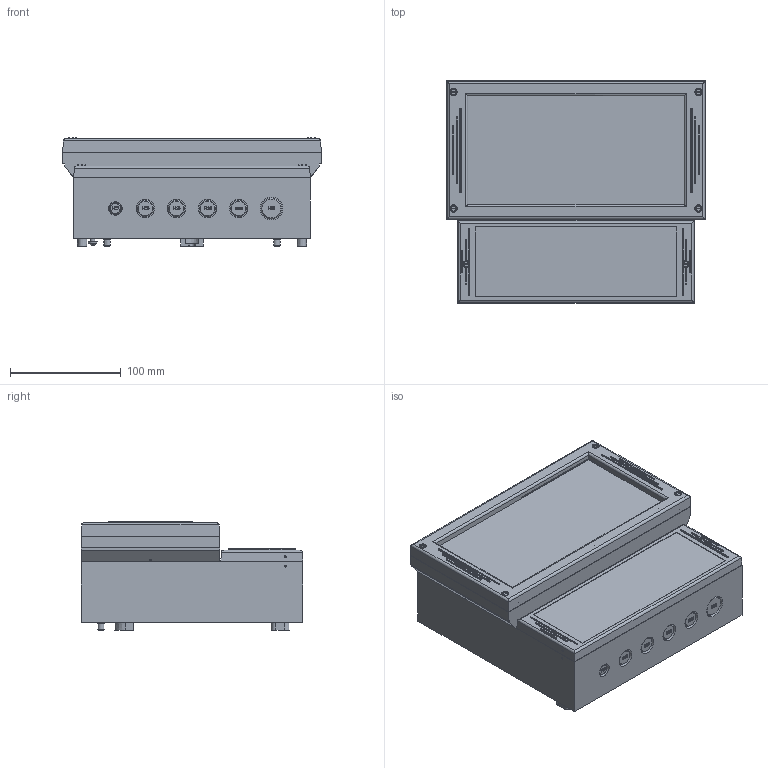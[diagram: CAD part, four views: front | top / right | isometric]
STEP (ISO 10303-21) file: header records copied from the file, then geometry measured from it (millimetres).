
FILE_DESCRIPTION((''),'2;1');
FILE_NAME('kat-mbrc2-20-ra.stp','2009-12-10T10:06:21',('marcel.johanning'),(''),'Autodesk Inventor 2010','Autodesk Inventor 2010','');
FILE_SCHEMA(('AUTOMOTIVE_DESIGN { 1 0 10303 214 1 1 1 1 }'));
Length unit declared in the file: millimetre
Products named in the file (13): MB05-X20-MBRCA20-Rahmen+Aluplatte; MB05-X20-MBRCA20-Grundaufbau; Gewinde Dübel M3; Stopfen GPN910-2179; Flachkopfblechschraube mit Kreuzschlitz - Form AB - Typ I - Metrisch 4.2 x 1.4 x 8; mbrca20-X20-UT; Deckel-Anschlussraum 20; DIN 7964 A  M3 x 16; 231-Adapterecke-X01; MBRCA20-Rahmen+FPL; MB05-MBRCA20-X22-Rahmen; MBRCA20Frontplatte-203x108; DIN ISO 7049 - C-H ST2.9 x 6.5 - C - H
Assembly tree (30 placements, depth 3):
  MB05-X20-MBRCA20-Rahmen+Aluplatte
    MB05-X20-MBRCA20-Grundaufbau
      Gewinde Dübel M3  x6
      Stopfen GPN910-2179
      Flachkopfblechschraube mit Kreuzschlitz - Form AB - Typ I - Metrisch 4.2 x 1.4 x 8
      mbrca20-X20-UT
      Deckel-Anschlussraum 20
      DIN 7964 A  M3 x 16  x2
      231-Adapterecke-X01  x4
    MBRCA20-Rahmen+FPL
      MB05-MBRCA20-X22-Rahmen
      MBRCA20Frontplatte-203x108
      DIN 7964 A  M3 x 16  x4
      DIN ISO 7049 - C-H ST2.9 x 6.5 - C - H  x6
Bounding box: 233 x 200 x 97.7 mm (x, y, z)
Volume: 546732.9 mm3; surface area: 412664.2 mm2
Topology: 28 solids, 28 shells, 2461 faces, 6288 edges, 4058 vertices
Faces by surface type: plane 1219, bspline 557, cylinder 378, cone 259, torus 41, sphere 7
Full cylindrical faces by diameter (mm): 1.5 x1, 2.3 x6, 2.9 x6, 3 x6, 3.9 x6, 4.2 x1, 7 x2, 13.4 x1, 18 x1
Entity records: 73100 total; most frequent: CARTESIAN_POINT 23407, ORIENTED_EDGE 10486, DIRECTION 9169, EDGE_CURVE 5243, VERTEX_POINT 3540, VECTOR 3191, LINE 3191, AXIS2_PLACEMENT_3D 2989
